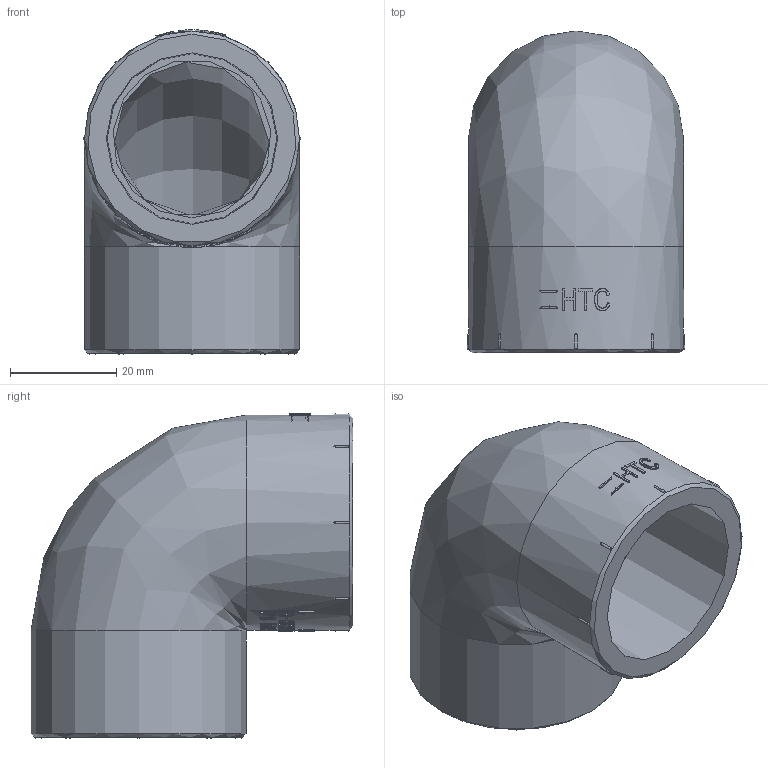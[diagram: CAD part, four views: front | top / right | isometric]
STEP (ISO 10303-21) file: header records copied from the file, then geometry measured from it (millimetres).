
FILE_DESCRIPTION(/* description */ (''),/* implementation_level */ '2;1');
FILE_NAME(/* name */ 'Z6C032032.stp',/* time_stamp */ '2025-02-10T09:22:58+08:00',/* author */ (''),/* organization */ (''),/* preprocessor_version */ 'ST-DEVELOPER v16',/* originating_system */ 'SIEMENS PLM Software NX 10.0',/* authorisation */ '');
FILE_SCHEMA (('AUTOMOTIVE_DESIGN { 1 0 10303 214 3 1 1 1 }'));
Length unit declared in the file: millimetre
Products named in the file (1): gelv13106AE0fyee
Bounding box: 41 x 60.65 x 61.12 mm (x, y, z)
Surface area: 18858.5 mm2 (no closed solid volume)
Topology: 0 solids, 1 shells, 1661 faces, 4838 edges, 3199 vertices
Faces by surface type: bspline 1415, plane 129, cylinder 81, sphere 32, torus 3, cone 1
Full cylindrical faces by diameter (mm): 29.851 x1, 33.249 x8, 36 x1, 40.5 x2
Entity records: 91530 total; most frequent: CARTESIAN_POINT 50929, ORIENTED_EDGE 9504, DIRECTION 8154, EDGE_CURVE 4752, AXIS2_PLACEMENT_3D 3256, VERTEX_POINT 3165, ELLIPSE 2793, EDGE_LOOP 1721
